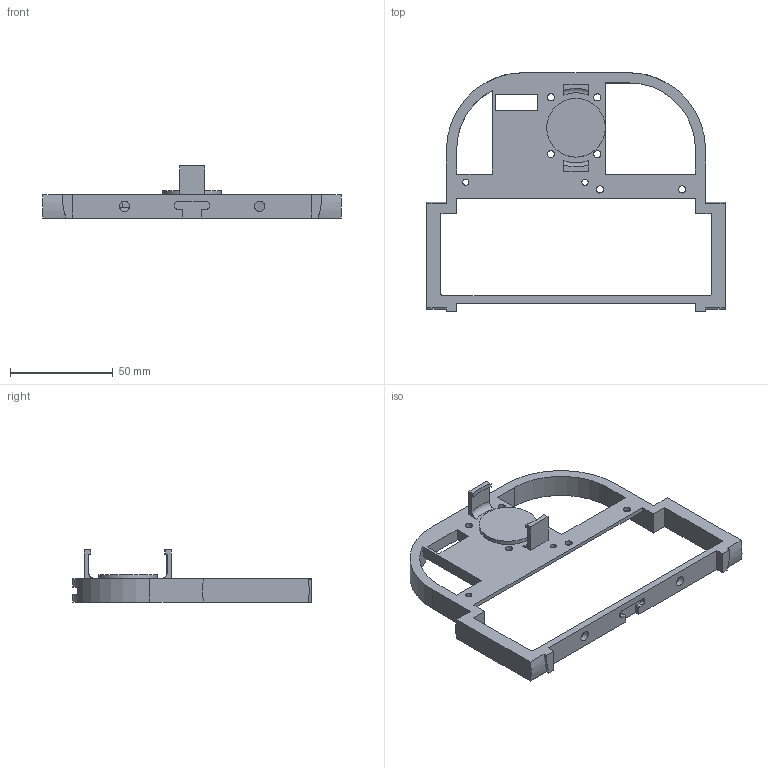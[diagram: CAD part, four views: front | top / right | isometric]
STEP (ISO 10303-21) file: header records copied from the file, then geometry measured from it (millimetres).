
FILE_DESCRIPTION(/* description */ (''),/* implementation_level */ '2;1');
FILE_NAME(/* name */ '491e2143-a9a9-4d0d-955c-f69f28e3604a.stp',/* time_stamp */ '2019-03-12T20:03:51+01:00',/* author */ (''),/* organization */ (''),/* preprocessor_version */ 'ST-DEVELOPER v17.2',/* originating_system */ 'Autodesk Translation Framework v7.6.0.251',/* authorisation */ '');
FILE_SCHEMA (('AUTOMOTIVE_DESIGN { 1 0 10303 214 3 1 1 }'));
Length unit declared in the file: millimetre
Products named in the file (1): VertcalMount
Bounding box: 145 x 116 x 25.35 mm (x, y, z)
Volume: 35359.2 mm3; surface area: 25756.3 mm2
Topology: 1 solids, 1 shells, 116 faces, 331 edges, 223 vertices
Faces by surface type: plane 71, cylinder 42, torus 3
Full cylindrical faces by diameter (mm): 3 x2, 3.5 x6, 5 x6, 7 x2, 28.5 x1
Entity records: 3941 total; most frequent: CARTESIAN_POINT 729, ORIENTED_EDGE 662, DIRECTION 651, EDGE_CURVE 331, LINE 225, VECTOR 225, VERTEX_POINT 223, AXIS2_PLACEMENT_3D 213
